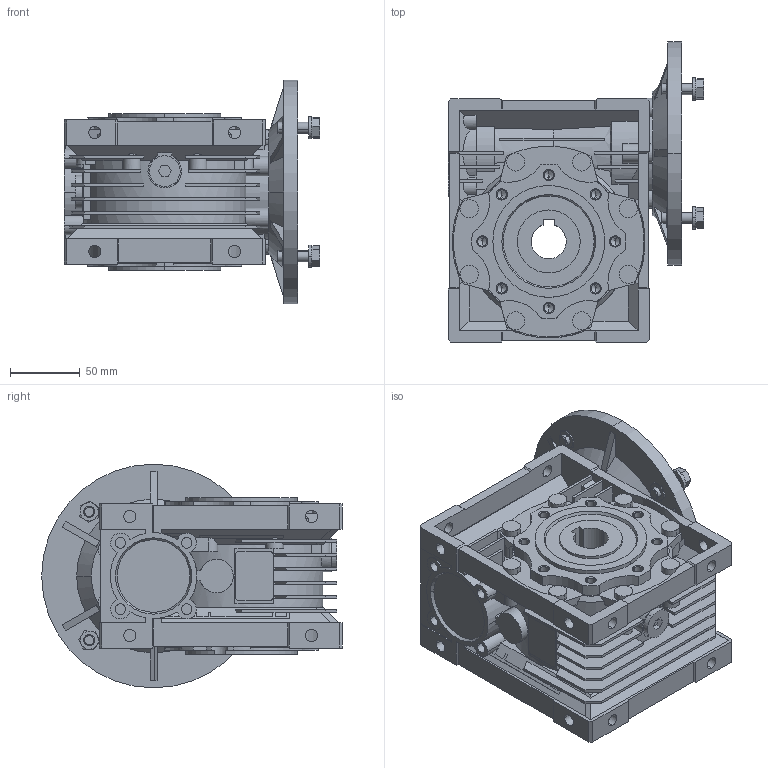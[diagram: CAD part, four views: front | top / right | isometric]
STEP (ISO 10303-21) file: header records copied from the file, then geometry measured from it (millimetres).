
FILE_DESCRIPTION (( 'STEP AP203' ), '1' );
FILE_NAME ('WGA-63M-060-71B5.step', '2024-12-18T19:31:00', ( '' ), ( '' ), 'SwSTEP 2.0', 'SolidWorks 2024', '' );
FILE_SCHEMA (( 'CONFIG_CONTROL_DESIGN' ));
Length unit declared in the file: millimetre
Products named in the file (1): WGA-63M-060-71B5
Bounding box: 182.98 x 215 x 160 mm (x, y, z)
Volume: 1919030.1 mm3; surface area: 371344.4 mm2
Topology: 20 solids, 22 shells, 1516 faces, 4035 edges, 2591 vertices
Faces by surface type: plane 887, cylinder 379, cone 238, torus 12
Entity records: 48124 total; most frequent: CARTESIAN_POINT 10348, ORIENTED_EDGE 8002, DIRECTION 7742, EDGE_CURVE 4001, AXIS2_PLACEMENT_3D 2659, VERTEX_POINT 2591, VECTOR 2424, LINE 2424
